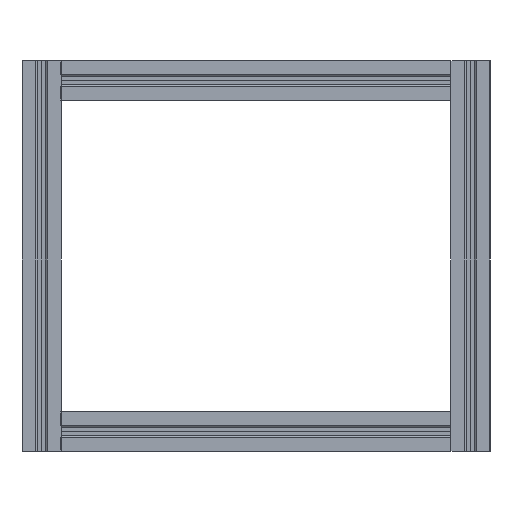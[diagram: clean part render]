
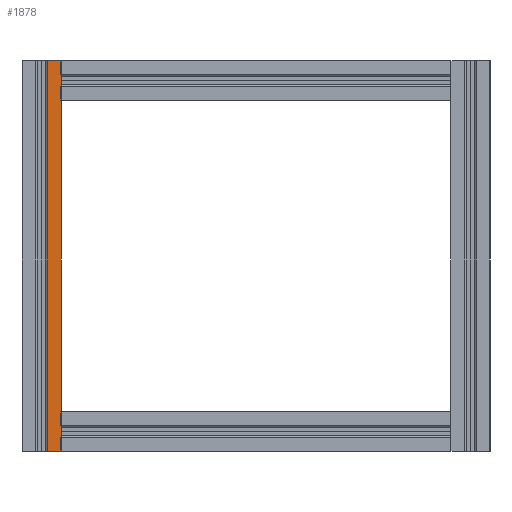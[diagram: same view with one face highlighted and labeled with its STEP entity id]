
A CAD part, left-side view. The second image highlights one B-rep face of the part: STEP entity #1878.
In plain terms, the highlighted planar face has unit normal (-1, 0, 0).
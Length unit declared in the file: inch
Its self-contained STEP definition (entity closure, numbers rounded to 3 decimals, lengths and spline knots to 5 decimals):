
#1851 = EDGE_CURVE('',#1852,#1854,#1856,.T.);
#1852 = VERTEX_POINT('',#1853);
#1853 = CARTESIAN_POINT('',(-0.19685,-0.19685,0.));
#1854 = VERTEX_POINT('',#1855);
#1855 = CARTESIAN_POINT('',(-0.19685,-0.19685,
    3.93701));
#1856 = LINE('',#1857,#1858);
#1857 = CARTESIAN_POINT('',(-0.19685,-0.19685,0.));
#1858 = VECTOR('',#1859,0.03937);
#1859 = DIRECTION('',(0.,0.,1.));
#1878 = ADVANCED_FACE('',(#1879),#1904,.T.);
#1879 = FACE_BOUND('',#1880,.T.);
#1880 = EDGE_LOOP('',(#1881,#1882,#1890,#1898));
#1881 = ORIENTED_EDGE('',*,*,#1851,.T.);
#1882 = ORIENTED_EDGE('',*,*,#1883,.T.);
#1883 = EDGE_CURVE('',#1854,#1884,#1886,.T.);
#1884 = VERTEX_POINT('',#1885);
#1885 = CARTESIAN_POINT('',(-0.19685,-0.05906,
    3.93701));
#1886 = LINE('',#1887,#1888);
#1887 = CARTESIAN_POINT('',(-0.19685,-0.19685,
    3.93701));
#1888 = VECTOR('',#1889,0.03937);
#1889 = DIRECTION('',(0.,1.,0.));
#1890 = ORIENTED_EDGE('',*,*,#1891,.F.);
#1891 = EDGE_CURVE('',#1892,#1884,#1894,.T.);
#1892 = VERTEX_POINT('',#1893);
#1893 = CARTESIAN_POINT('',(-0.19685,-0.05906,0.));
#1894 = LINE('',#1895,#1896);
#1895 = CARTESIAN_POINT('',(-0.19685,-0.05906,0.));
#1896 = VECTOR('',#1897,0.03937);
#1897 = DIRECTION('',(0.,0.,1.));
#1898 = ORIENTED_EDGE('',*,*,#1899,.F.);
#1899 = EDGE_CURVE('',#1852,#1892,#1900,.T.);
#1900 = LINE('',#1901,#1902);
#1901 = CARTESIAN_POINT('',(-0.19685,-0.19685,0.));
#1902 = VECTOR('',#1903,0.03937);
#1903 = DIRECTION('',(0.,1.,0.));
#1904 = PLANE('',#1905);
#1905 = AXIS2_PLACEMENT_3D('',#1906,#1907,#1908);
#1906 = CARTESIAN_POINT('',(-0.19685,-0.19685,0.));
#1907 = DIRECTION('',(-1.,0.,0.));
#1908 = DIRECTION('',(0.,1.,0.));
